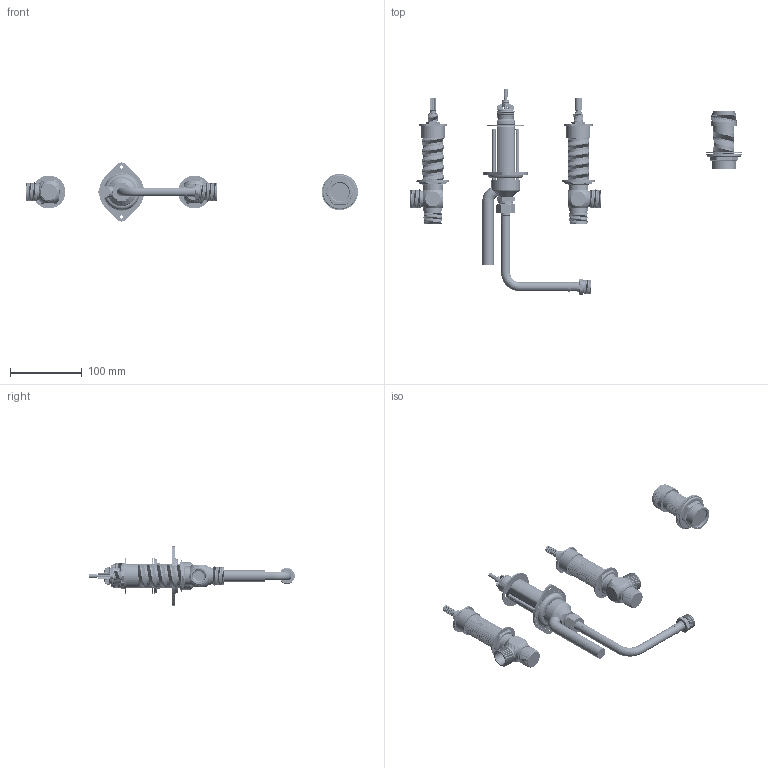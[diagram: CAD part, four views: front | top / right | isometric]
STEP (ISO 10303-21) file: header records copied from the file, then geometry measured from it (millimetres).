
FILE_DESCRIPTION((''),'2;1');
FILE_NAME('1-570','2021-04-19T13:35:43',('rsmith'),(''),'CREO PARAMETRIC BY PTC INC, 2018400','CREO PARAMETRIC BY PTC INC, 2018400','');
FILE_SCHEMA(('AUTOMOTIVE_DESIGN { 1 0 10303 214 1 1 1 1 }'));
Products named in the file (1): 1-570
Bounding box: 463.8 x 288.11 x 82.55 mm (x, y, z)
Volume: 429485.5 mm3; surface area: 140921 mm2
Topology: 5 solids, 5 shells, 1995 faces, 5437 edges, 3532 vertices
Faces by surface type: cylinder 835, plane 405, bspline 289, cone 268, torus 182, sphere 16
Entity records: 250397 total; most frequent: CARTESIAN_POINT 177049, ORIENTED_EDGE 10834, DIRECTION 8729, PRESENTATION_STYLE_ASSIGNMENT 6563, STYLED_ITEM 5434, CURVE_STYLE 5417, EDGE_CURVE 5417, VERTEX_POINT 3531
